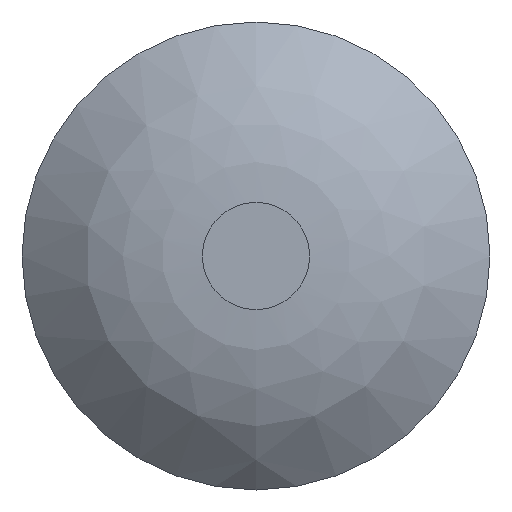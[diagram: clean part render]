
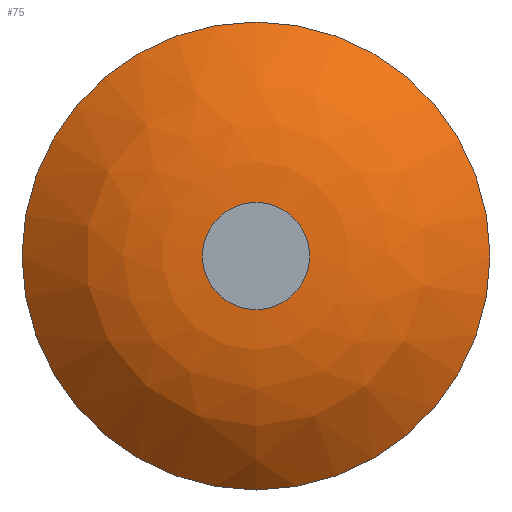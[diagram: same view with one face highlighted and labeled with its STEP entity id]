
A CAD part, front view. The second image highlights one B-rep face of the part: STEP entity #75.
In plain terms, the highlighted face is a revolution surface.
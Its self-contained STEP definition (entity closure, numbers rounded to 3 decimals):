
#56 = VERTEX_POINT('',#57);
#57 = CARTESIAN_POINT('',(0.,-2.746,-1.2));
#63 = EDGE_CURVE('',#56,#56,#64,.T.);
#64 = CIRCLE('',#65,1.2);
#65 = AXIS2_PLACEMENT_3D('',#66,#67,#68);
#66 = CARTESIAN_POINT('',(0.,-2.746,
    0.));
#67 = DIRECTION('',(0.,1.,0.));
#68 = DIRECTION('',(0.,0.,-1.));
#75 = ADVANCED_FACE('',(#76),#96,.F.);
#76 = FACE_BOUND('',#77,.F.);
#77 = EDGE_LOOP('',(#78,#79,#88,#95));
#78 = ORIENTED_EDGE('',*,*,#63,.T.);
#79 = ORIENTED_EDGE('',*,*,#80,.T.);
#80 = EDGE_CURVE('',#56,#81,#83,.T.);
#81 = VERTEX_POINT('',#82);
#82 = CARTESIAN_POINT('',(0.,-3.15,-0.275));
#83 = CIRCLE('',#84,1.26);
#84 = AXIS2_PLACEMENT_3D('',#85,#86,#87);
#85 = CARTESIAN_POINT('',(0.,-1.89,-0.275));
#86 = DIRECTION('',(-1.,0.,0.));
#87 = DIRECTION('',(0.,1.,0.));
#88 = ORIENTED_EDGE('',*,*,#89,.F.);
#89 = EDGE_CURVE('',#81,#81,#90,.T.);
#90 = CIRCLE('',#91,0.275);
#91 = AXIS2_PLACEMENT_3D('',#92,#93,#94);
#92 = CARTESIAN_POINT('',(0.,-3.15,0.)
  );
#93 = DIRECTION('',(0.,1.,0.));
#94 = DIRECTION('',(0.,0.,-1.));
#95 = ORIENTED_EDGE('',*,*,#80,.F.);
#96 = SURFACE_OF_REVOLUTION('',#97,#102);
#97 = CIRCLE('',#98,1.26);
#98 = AXIS2_PLACEMENT_3D('',#99,#100,#101);
#99 = CARTESIAN_POINT('',(0.,-1.89,-0.275));
#100 = DIRECTION('',(-1.,0.,0.));
#101 = DIRECTION('',(0.,1.,0.));
#102 = AXIS1_PLACEMENT('',#103,#104);
#103 = CARTESIAN_POINT('',(0.,0.,0.));
#104 = DIRECTION('',(0.,1.,0.));
